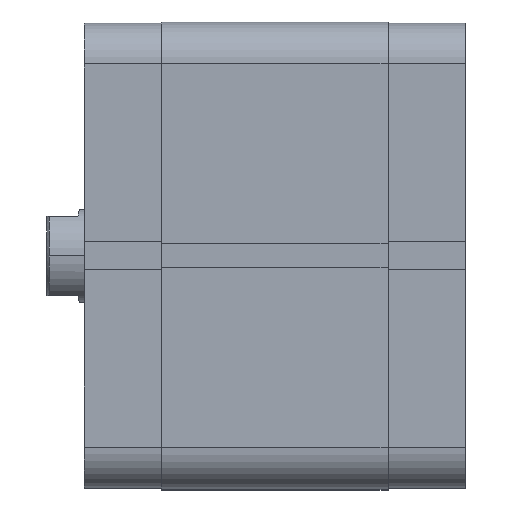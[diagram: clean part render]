
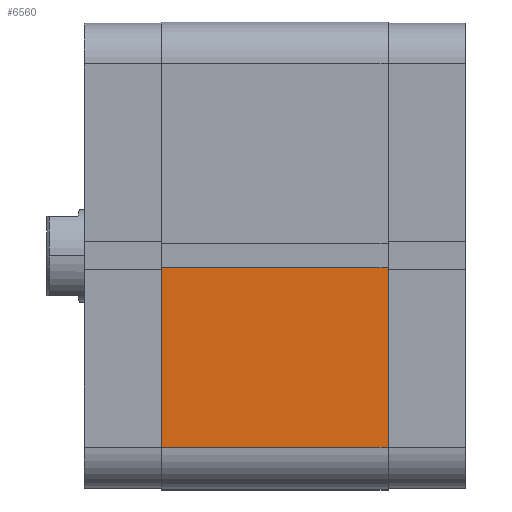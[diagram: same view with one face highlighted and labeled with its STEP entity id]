
A CAD part, top view. The second image highlights one B-rep face of the part: STEP entity #6560.
In plain terms, the highlighted face is planar.
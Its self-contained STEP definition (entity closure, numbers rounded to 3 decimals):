
#559 = LINE ( 'NONE', #4226, #564 ) ;
#561 = LINE ( 'NONE', #4228, #566 ) ;
#564 = VECTOR ( 'NONE', #4229, 1000. ) ;
#566 = VECTOR ( 'NONE', #4231, 1000. ) ;
#611 = LINE ( 'NONE', #4327, #630 ) ;
#630 = VECTOR ( 'NONE', #4328, 1000. ) ;
#696 = LINE ( 'NONE', #4393, #697 ) ;
#697 = VECTOR ( 'NONE', #4394, 1000. ) ;
#1384 = EDGE_CURVE ( 'NONE', #3359, #3378, #559, .T. ) ;
#1385 = EDGE_CURVE ( 'NONE', #3360, #3377, #561, .T. ) ;
#1430 = EDGE_CURVE ( 'NONE', #3378, #3377, #611, .T. ) ;
#1458 = EDGE_CURVE ( 'NONE', #3359, #3360, #696, .T. ) ;
#1867 = AXIS2_PLACEMENT_3D ( 'NONE', #5508, #5511, #5512 ) ;
#2454 = ORIENTED_EDGE ( 'NONE', *, *, #1458, .F. ) ;
#2457 = ORIENTED_EDGE ( 'NONE', *, *, #1385, .F. ) ;
#2460 = ORIENTED_EDGE ( 'NONE', *, *, #1384, .T. ) ;
#2480 = ORIENTED_EDGE ( 'NONE', *, *, #1430, .T. ) ;
#3261 = EDGE_LOOP ( 'NONE', ( #2480, #2457, #2454, #2460 ) ) ;
#3359 = VERTEX_POINT ( 'NONE', #4970 ) ;
#3360 = VERTEX_POINT ( 'NONE', #4971 ) ;
#3377 = VERTEX_POINT ( 'NONE', #4988 ) ;
#3378 = VERTEX_POINT ( 'NONE', #4989 ) ;
#4226 = CARTESIAN_POINT ( 'NONE',  ( 41., 50., 48.5 ) ) ;
#4228 = CARTESIAN_POINT ( 'NONE',  ( 2.6, 50., 48.5 ) ) ;
#4229 = DIRECTION ( 'NONE',  ( 0., 0., -1. ) ) ;
#4231 = DIRECTION ( 'NONE',  ( 0., 0., -1. ) ) ;
#4327 = CARTESIAN_POINT ( 'NONE',  ( 2.6, 50., 0. ) ) ;
#4328 = DIRECTION ( 'NONE',  ( -1., 0., 0. ) ) ;
#4393 = CARTESIAN_POINT ( 'NONE',  ( 2.6, 50., 48.5 ) ) ;
#4394 = DIRECTION ( 'NONE',  ( -1., 0., 0. ) ) ;
#4970 = CARTESIAN_POINT ( 'NONE',  ( 41., 50., 48.5 ) ) ;
#4971 = CARTESIAN_POINT ( 'NONE',  ( 2.6, 50., 48.5 ) ) ;
#4988 = CARTESIAN_POINT ( 'NONE',  ( 2.6, 50., 0. ) ) ;
#4989 = CARTESIAN_POINT ( 'NONE',  ( 41., 50., 0. ) ) ;
#5508 = CARTESIAN_POINT ( 'NONE',  ( 2.6, 50., 48.5 ) ) ;
#5509 = PLANE ( 'NONE',  #1867 ) ;
#5511 = DIRECTION ( 'NONE',  ( 0., -1., 0. ) ) ;
#5512 = DIRECTION ( 'NONE',  ( 1., 0., 0. ) ) ;
#5966 = FACE_OUTER_BOUND ( 'NONE', #3261, .T. ) ;
#6560 = ADVANCED_FACE ( 'NONE', ( #5966 ), #5509, .F. ) ;
